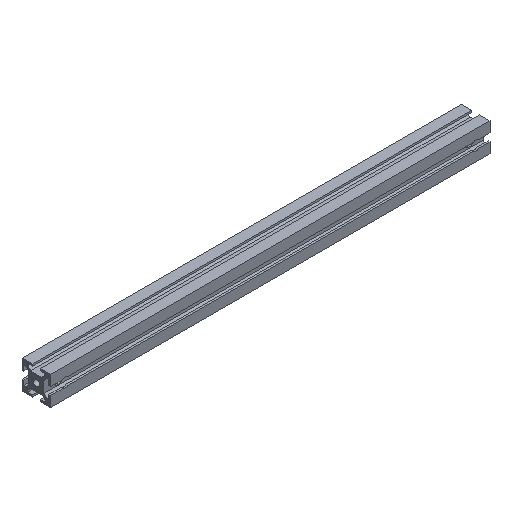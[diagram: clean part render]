
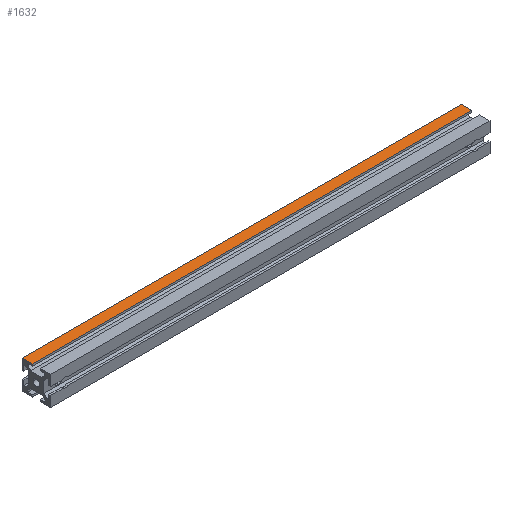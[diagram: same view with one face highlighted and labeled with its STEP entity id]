
A CAD part, isometric view. The second image highlights one B-rep face of the part: STEP entity #1632.
In plain terms, the highlighted planar face has unit normal (0, 0, 1).
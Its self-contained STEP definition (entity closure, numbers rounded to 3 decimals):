
#11=DIRECTION('',(0.,-1.,0.));
#12=VECTOR('',#11,10.95);
#13=CARTESIAN_POINT('',(0.,15.,15.));
#14=LINE('',#13,#12);
#425=DIRECTION('',(0.,-1.,0.));
#426=VECTOR('',#425,10.95);
#427=CARTESIAN_POINT('',(460.,15.,15.));
#428=LINE('',#427,#426);
#601=DIRECTION('',(1.,0.,0.));
#602=VECTOR('',#601,460.);
#603=CARTESIAN_POINT('',(0.,15.,15.));
#604=LINE('',#603,#602);
#989=DIRECTION('',(1.,0.,0.));
#990=VECTOR('',#989,460.);
#991=CARTESIAN_POINT('',(0.,4.05,15.));
#992=LINE('',#991,#990);
#1041=CARTESIAN_POINT('',(0.,15.,15.));
#1042=CARTESIAN_POINT('',(0.,4.05,15.));
#1043=VERTEX_POINT('',#1041);
#1044=VERTEX_POINT('',#1042);
#1133=CARTESIAN_POINT('',(460.,15.,15.));
#1134=CARTESIAN_POINT('',(460.,4.05,15.));
#1135=VERTEX_POINT('',#1133);
#1136=VERTEX_POINT('',#1134);
#1619=CARTESIAN_POINT('',(0.,15.,15.));
#1620=DIRECTION('',(0.,0.,1.));
#1621=DIRECTION('',(0.,-1.,0.));
#1622=AXIS2_PLACEMENT_3D('',#1619,#1620,#1621);
#1623=PLANE('',#1622);
#1624=ORIENTED_EDGE('',*,*,#1314,.F.);
#1626=ORIENTED_EDGE('',*,*,#1625,.T.);
#1627=ORIENTED_EDGE('',*,*,#1524,.T.);
#1629=ORIENTED_EDGE('',*,*,#1628,.F.);
#1630=EDGE_LOOP('',(#1624,#1626,#1627,#1629));
#1631=FACE_OUTER_BOUND('',#1630,.F.);
#1632=ADVANCED_FACE('',(#1631),#1623,.T.);
#1314=EDGE_CURVE('',#1043,#1044,#14,.T.);
#1524=EDGE_CURVE('',#1135,#1136,#428,.T.);
#1625=EDGE_CURVE('',#1043,#1135,#604,.T.);
#1628=EDGE_CURVE('',#1044,#1136,#992,.T.);
